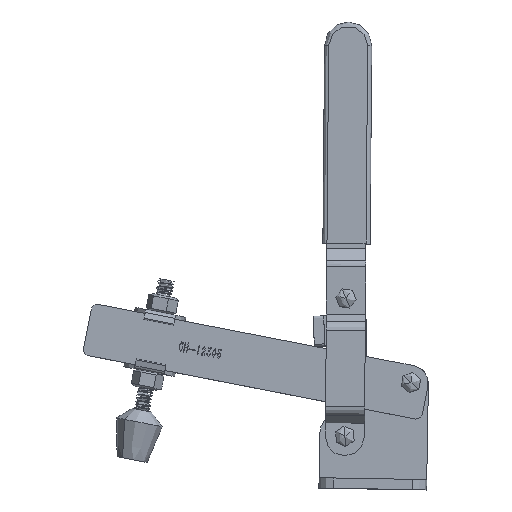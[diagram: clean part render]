
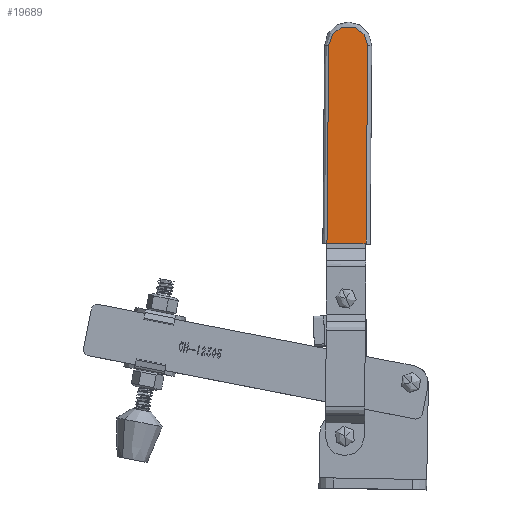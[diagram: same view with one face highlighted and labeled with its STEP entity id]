
A CAD part, top view. The second image highlights one B-rep face of the part: STEP entity #19689.
In plain terms, the highlighted planar face has unit normal (0, 0, 1).
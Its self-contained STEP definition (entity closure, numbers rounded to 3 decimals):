
#515 = CARTESIAN_POINT ( 'NONE',  ( 13.893, 13.376, 14. ) ) ;
#964 = VERTEX_POINT ( 'NONE', #1736 ) ;
#1736 = CARTESIAN_POINT ( 'NONE',  ( 13.893, 22.876, 14. ) ) ;
#2199 = LINE ( 'NONE', #16583, #24750 ) ;
#2642 = CARTESIAN_POINT ( 'NONE',  ( 13.893, 13.376, 14. ) ) ;
#2754 = DIRECTION ( 'NONE',  ( 1., 0., 0. ) ) ;
#3690 = LINE ( 'NONE', #25836, #15329 ) ;
#3803 = VERTEX_POINT ( 'NONE', #12680 ) ;
#5205 = EDGE_CURVE ( 'NONE', #12960, #3803, #3690, .T. ) ;
#6152 = CIRCLE ( 'NONE', #14626, 9.5 ) ;
#7853 = ORIENTED_EDGE ( 'NONE', *, *, #21066, .T. ) ;
#8455 = CARTESIAN_POINT ( 'NONE',  ( 110.393, 1.876, 14. ) ) ;
#9505 = EDGE_CURVE ( 'NONE', #20538, #964, #2199, .T. ) ;
#9835 = VECTOR ( 'NONE', #25937, 1000. ) ;
#9910 = DIRECTION ( 'NONE',  ( -1., 0., 0. ) ) ;
#10992 = AXIS2_PLACEMENT_3D ( 'NONE', #2642, #11525, #26797 ) ;
#11525 = DIRECTION ( 'NONE',  ( 0., 0., 1. ) ) ;
#12680 = CARTESIAN_POINT ( 'NONE',  ( 110.393, 3.876, 14. ) ) ;
#12960 = VERTEX_POINT ( 'NONE', #15272 ) ;
#14626 = AXIS2_PLACEMENT_3D ( 'NONE', #515, #15837, #2754 ) ;
#14953 = DIRECTION ( 'NONE',  ( 1., 0., 0. ) ) ;
#15272 = CARTESIAN_POINT ( 'NONE',  ( 13.893, 3.876, 14. ) ) ;
#15329 = VECTOR ( 'NONE', #14953, 1000. ) ;
#15837 = DIRECTION ( 'NONE',  ( 0., 0., 1. ) ) ;
#16583 = CARTESIAN_POINT ( 'NONE',  ( 13.893, 22.876, 14. ) ) ;
#19689 = ADVANCED_FACE ( 'NONE', ( #25302 ), #24626, .T. ) ;
#20328 = EDGE_LOOP ( 'NONE', ( #21350, #21566, #7853, #21881 ) ) ;
#20538 = VERTEX_POINT ( 'NONE', #24472 ) ;
#21066 = EDGE_CURVE ( 'NONE', #964, #12960, #6152, .T. ) ;
#21350 = ORIENTED_EDGE ( 'NONE', *, *, #22060, .T. ) ;
#21566 = ORIENTED_EDGE ( 'NONE', *, *, #9505, .T. ) ;
#21881 = ORIENTED_EDGE ( 'NONE', *, *, #5205, .T. ) ;
#22060 = EDGE_CURVE ( 'NONE', #3803, #20538, #26619, .T. ) ;
#24472 = CARTESIAN_POINT ( 'NONE',  ( 110.393, 22.876, 14. ) ) ;
#24626 = PLANE ( 'NONE',  #10992 ) ;
#24750 = VECTOR ( 'NONE', #9910, 1000. ) ;
#25302 = FACE_OUTER_BOUND ( 'NONE', #20328, .T. ) ;
#25836 = CARTESIAN_POINT ( 'NONE',  ( 13.893, 3.876, 14. ) ) ;
#25937 = DIRECTION ( 'NONE',  ( 0., 1., 0. ) ) ;
#26619 = LINE ( 'NONE', #8455, #9835 ) ;
#26797 = DIRECTION ( 'NONE',  ( 1., 0., 0. ) ) ;
